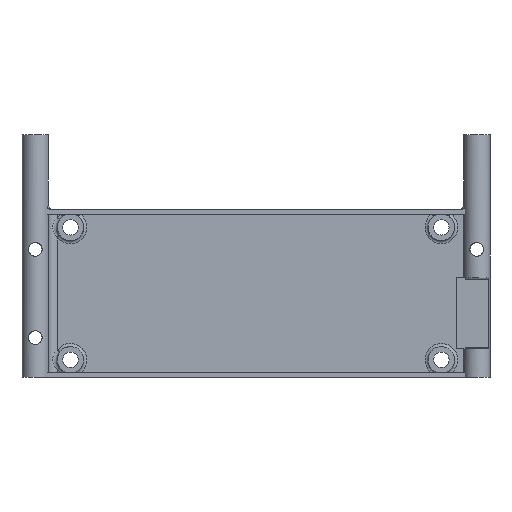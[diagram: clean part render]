
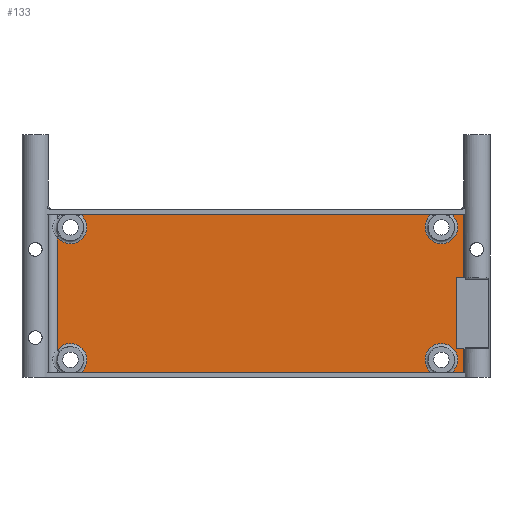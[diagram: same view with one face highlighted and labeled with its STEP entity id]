
A CAD part, left-side view. The second image highlights one B-rep face of the part: STEP entity #133.
In plain terms, the highlighted planar face has unit normal (-1, 0, 0).
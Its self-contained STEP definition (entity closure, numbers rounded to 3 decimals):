
#133=ADVANCED_FACE('',(#1013),#1015,.T.);
#1013=FACE_BOUND('',#1014,.T.);
#1014=EDGE_LOOP('',(#2192,#2193,#2194,#2195,#2196,#2197,#2198,#2199,#2200,#2201,
#2202,#2203,#2204,#2205));
#1015=PLANE('',#1016);
#1016=AXIS2_PLACEMENT_3D('',#1017,#1018,#1019);
#1017=CARTESIAN_POINT('',(2.,45.,0.));
#1018=DIRECTION('',(-1.,0.,0.));
#1019=DIRECTION('',(0.,-1.,0.));
#2192=ORIENTED_EDGE('',*,*,#2495,.F.);
#2193=ORIENTED_EDGE('',*,*,#2594,.F.);
#2194=ORIENTED_EDGE('',*,*,#2485,.F.);
#2195=ORIENTED_EDGE('',*,*,#2484,.T.);
#2196=ORIENTED_EDGE('',*,*,#2477,.F.);
#2197=ORIENTED_EDGE('',*,*,#2595,.F.);
#2198=ORIENTED_EDGE('',*,*,#2482,.F.);
#2199=ORIENTED_EDGE('',*,*,#2596,.F.);
#2200=ORIENTED_EDGE('',*,*,#2577,.F.);
#2201=ORIENTED_EDGE('',*,*,#2597,.F.);
#2202=ORIENTED_EDGE('',*,*,#2504,.F.);
#2203=ORIENTED_EDGE('',*,*,#2598,.F.);
#2204=ORIENTED_EDGE('',*,*,#2513,.F.);
#2205=ORIENTED_EDGE('',*,*,#2497,.T.);
#2477=EDGE_CURVE('',#2880,#2881,#2882,.F.);
#2482=EDGE_CURVE('',#2889,#2878,#2891,.F.);
#2484=EDGE_CURVE('',#2892,#2881,#2894,.T.);
#2485=EDGE_CURVE('',#2892,#2895,#2896,.T.);
#2495=EDGE_CURVE('',#2908,#2910,#2911,.T.);
#2497=EDGE_CURVE('',#2913,#2910,#2914,.T.);
#2504=EDGE_CURVE('',#2925,#2927,#2928,.T.);
#2513=EDGE_CURVE('',#2913,#2945,#2946,.T.);
#2577=EDGE_CURVE('',#3047,#3050,#3051,.T.);
#2594=EDGE_CURVE('',#2895,#2908,#3078,.T.);
#2595=EDGE_CURVE('',#2878,#2877,#3079,.T.);
#2596=EDGE_CURVE('',#3053,#2889,#3080,.T.);
#2597=EDGE_CURVE('',#2930,#3047,#3081,.T.);
#2598=EDGE_CURVE('',#2917,#2925,#3082,.T.);
#2877=VERTEX_POINT('',#4120);
#2878=VERTEX_POINT('',#4121);
#2880=VERTEX_POINT('',#4125);
#2881=VERTEX_POINT('',#4126);
#2882=LINE('',#4127,#4128);
#2889=VERTEX_POINT('',#4143);
#2891=LINE('',#4147,#4148);
#2892=VERTEX_POINT('',#4150);
#2894=LINE('',#4154,#4155);
#2895=VERTEX_POINT('',#4157);
#2896=LINE('',#4158,#4159);
#2908=VERTEX_POINT('',#4188);
#2910=VERTEX_POINT('',#4192);
#2911=LINE('',#4193,#4194);
#2913=VERTEX_POINT('',#4199);
#2914=LINE('',#4200,#4201);
#2917=VERTEX_POINT('',#4207);
#2925=VERTEX_POINT('',#4295);
#2927=VERTEX_POINT('',#4371);
#2928=LINE('',#4372,#4373);
#2930=VERTEX_POINT('',#4376);
#2945=VERTEX_POINT('',#4552);
#2946=LINE('',#4553,#4554);
#3047=VERTEX_POINT('',#4799);
#3050=VERTEX_POINT('',#4842);
#3051=LINE('',#4843,#4844);
#3053=VERTEX_POINT('',#4847);
#3078=LINE('',#5005,#5006);
#3079=CIRCLE('',#5008,3.7);
#3080=CIRCLE('',#5012,3.7);
#3081=CIRCLE('',#5016,3.7);
#3082=CIRCLE('',#5020,3.7);
#4120=CARTESIAN_POINT('',(2.,-44.135,37.));
#4121=CARTESIAN_POINT('',(2.,-39.839,37.));
#4125=CARTESIAN_POINT('',(2.,-44.135,37.));
#4126=CARTESIAN_POINT('',(2.,-47.,37.));
#4127=CARTESIAN_POINT('',(2.,-47.,37.));
#4128=VECTOR('',#4129,1.);
#4129=DIRECTION('',(0.,1.,0.));
#4143=CARTESIAN_POINT('',(2.,39.865,37.));
#4147=CARTESIAN_POINT('',(2.,-39.839,37.));
#4148=VECTOR('',#4149,1.);
#4149=DIRECTION('',(0.,1.,0.));
#4150=CARTESIAN_POINT('',(2.,-47.,22.537));
#4154=CARTESIAN_POINT('',(2.,-47.,22.537));
#4155=VECTOR('',#4156,1.);
#4156=DIRECTION('',(0.,0.,1.));
#4157=CARTESIAN_POINT('',(2.,-45.341,22.537));
#4158=CARTESIAN_POINT('',(2.,-47.,22.537));
#4159=VECTOR('',#4160,1.);
#4160=DIRECTION('',(0.,1.,0.));
#4188=CARTESIAN_POINT('',(2.,-45.341,6.437));
#4192=CARTESIAN_POINT('',(2.,-47.,6.437));
#4193=CARTESIAN_POINT('',(2.,-45.341,6.437));
#4194=VECTOR('',#4195,1.);
#4195=DIRECTION('',(0.,-1.,0.));
#4199=CARTESIAN_POINT('',(2.,-47.,1.));
#4200=CARTESIAN_POINT('',(2.,-47.,1.));
#4201=VECTOR('',#4202,1.);
#4202=DIRECTION('',(0.,0.,1.));
#4207=CARTESIAN_POINT('',(2.,-44.17,1.));
#4295=CARTESIAN_POINT('',(2.,-39.804,1.));
#4371=CARTESIAN_POINT('',(2.,39.83,1.));
#4372=CARTESIAN_POINT('',(2.,-39.804,1.));
#4373=VECTOR('',#4374,1.);
#4374=DIRECTION('',(0.,1.,0.));
#4376=CARTESIAN_POINT('',(2.,39.83,1.));
#4552=CARTESIAN_POINT('',(2.,-44.17,1.));
#4553=CARTESIAN_POINT('',(2.,-47.,1.));
#4554=VECTOR('',#4555,1.);
#4555=DIRECTION('',(0.,1.,0.));
#4799=CARTESIAN_POINT('',(2.,45.,6.17));
#4842=CARTESIAN_POINT('',(2.,45.,31.804));
#4843=CARTESIAN_POINT('',(2.,45.,6.17));
#4844=VECTOR('',#4845,1.);
#4845=DIRECTION('',(0.,0.,1.));
#4847=CARTESIAN_POINT('',(2.,45.,31.804));
#5005=CARTESIAN_POINT('',(2.,-45.341,22.537));
#5006=VECTOR('',#5007,1.);
#5007=DIRECTION('',(0.,0.,-1.));
#5008=AXIS2_PLACEMENT_3D('',#5009,#5010,#5011);
#5009=CARTESIAN_POINT('',(2.,-41.987,33.987));
#5010=DIRECTION('',(-1.,0.,0.));
#5011=DIRECTION('',(0.,0.581,0.814));
#5012=AXIS2_PLACEMENT_3D('',#5013,#5014,#5015);
#5013=CARTESIAN_POINT('',(2.,42.013,33.987));
#5014=DIRECTION('',(-1.,0.,0.));
#5015=DIRECTION('',(0.,0.807,-0.59));
#5016=AXIS2_PLACEMENT_3D('',#5017,#5018,#5019);
#5017=CARTESIAN_POINT('',(2.,42.013,3.987));
#5018=DIRECTION('',(-1.,0.,0.));
#5019=DIRECTION('',(0.,-0.59,-0.807));
#5020=AXIS2_PLACEMENT_3D('',#5021,#5022,#5023);
#5021=CARTESIAN_POINT('',(2.,-41.987,3.987));
#5022=DIRECTION('',(-1.,0.,0.));
#5023=DIRECTION('',(0.,-0.59,-0.807));
